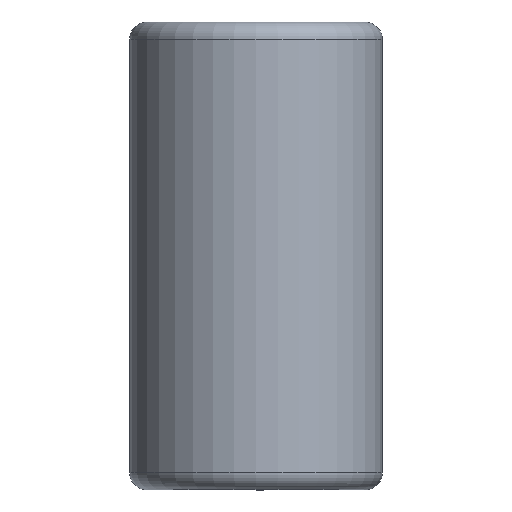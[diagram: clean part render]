
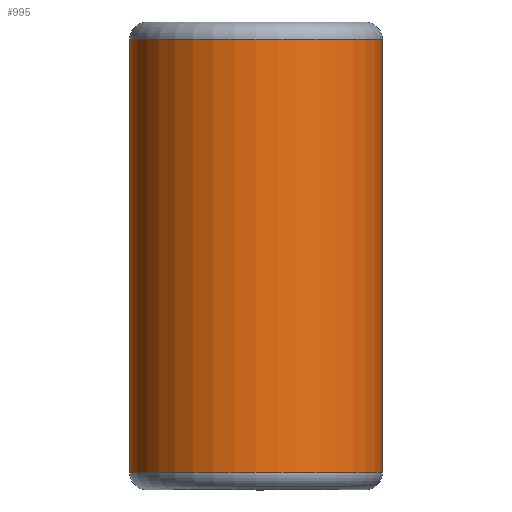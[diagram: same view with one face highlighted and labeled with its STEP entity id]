
A CAD part, top view. The second image highlights one B-rep face of the part: STEP entity #995.
In plain terms, the highlighted cylindrical face has radius 5.575 mm (diameter 11.151 mm), a partial arc.
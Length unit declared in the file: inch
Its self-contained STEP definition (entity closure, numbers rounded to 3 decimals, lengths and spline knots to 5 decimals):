
#58 = DIRECTION ( 'NONE',  ( 0., -1., 0. ) ) ;
#84 = VERTEX_POINT ( 'NONE', #326 ) ;
#100 = VECTOR ( 'NONE', #699, 39.37008 ) ;
#106 = AXIS2_PLACEMENT_3D ( 'NONE', #1156, #58, #1335 ) ;
#181 = VERTEX_POINT ( 'NONE', #410 ) ;
#256 = DIRECTION ( 'NONE',  ( 0., -1., 0. ) ) ;
#303 = CARTESIAN_POINT ( 'NONE',  ( 0., -0.37625, 0. ) ) ;
#326 = CARTESIAN_POINT ( 'NONE',  ( 0., 0.37625, -0.2195 ) ) ;
#389 = EDGE_CURVE ( 'NONE', #181, #1193, #2106, .T. ) ;
#410 = CARTESIAN_POINT ( 'NONE',  ( 0.2195, -0.37625, 0. ) ) ;
#439 = ORIENTED_EDGE ( 'NONE', *, *, #913, .T. ) ;
#482 = DIRECTION ( 'NONE',  ( 0., 0., -1. ) ) ;
#501 = ORIENTED_EDGE ( 'NONE', *, *, #389, .T. ) ;
#517 = CARTESIAN_POINT ( 'NONE',  ( 0.2195, 0.37625, 0. ) ) ;
#564 = AXIS2_PLACEMENT_3D ( 'NONE', #303, #1576, #482 ) ;
#588 = FACE_OUTER_BOUND ( 'NONE', #2196, .T. ) ;
#683 = VECTOR ( 'NONE', #2004, 39.37008 ) ;
#699 = DIRECTION ( 'NONE',  ( 0., 1., 0. ) ) ;
#712 = CARTESIAN_POINT ( 'NONE',  ( 0.2195, 0.37625, 0. ) ) ;
#823 = CYLINDRICAL_SURFACE ( 'NONE', #2070, 0.2195 ) ;
#913 = EDGE_CURVE ( 'NONE', #1193, #84, #2273, .T. ) ;
#995 = ADVANCED_FACE ( 'NONE', ( #588 ), #823, .T. ) ;
#1117 = CIRCLE ( 'NONE', #564, 0.2195 ) ;
#1156 = CARTESIAN_POINT ( 'NONE',  ( 0., 0.37625, 0. ) ) ;
#1193 = VERTEX_POINT ( 'NONE', #712 ) ;
#1291 = VERTEX_POINT ( 'NONE', #1980 ) ;
#1335 = DIRECTION ( 'NONE',  ( 0., 0., -1. ) ) ;
#1361 = DIRECTION ( 'NONE',  ( 0., 0., -1. ) ) ;
#1526 = ORIENTED_EDGE ( 'NONE', *, *, #2267, .F. ) ;
#1576 = DIRECTION ( 'NONE',  ( 0., -1., 0. ) ) ;
#1663 = LINE ( 'NONE', #1821, #683 ) ;
#1821 = CARTESIAN_POINT ( 'NONE',  ( 0., 0.37625, -0.2195 ) ) ;
#1980 = CARTESIAN_POINT ( 'NONE',  ( 0., -0.37625, -0.2195 ) ) ;
#2004 = DIRECTION ( 'NONE',  ( 0., 1., 0. ) ) ;
#2070 = AXIS2_PLACEMENT_3D ( 'NONE', #2266, #256, #1361 ) ;
#2100 = EDGE_CURVE ( 'NONE', #181, #1291, #1117, .T. ) ;
#2106 = LINE ( 'NONE', #517, #100 ) ;
#2196 = EDGE_LOOP ( 'NONE', ( #501, #439, #1526, #2214 ) ) ;
#2214 = ORIENTED_EDGE ( 'NONE', *, *, #2100, .F. ) ;
#2266 = CARTESIAN_POINT ( 'NONE',  ( 0., 0.375, 0. ) ) ;
#2267 = EDGE_CURVE ( 'NONE', #1291, #84, #1663, .T. ) ;
#2273 = CIRCLE ( 'NONE', #106, 0.2195 ) ;
